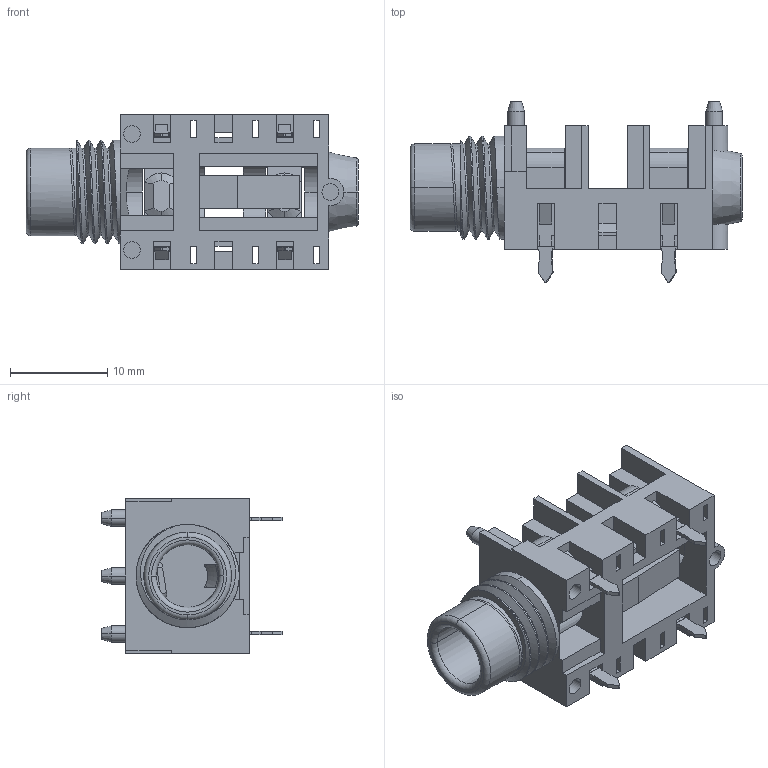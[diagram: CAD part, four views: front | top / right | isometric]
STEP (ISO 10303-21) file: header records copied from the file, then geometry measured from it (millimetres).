
FILE_DESCRIPTION (( 'STEP AP203' ), '1' );
FILE_NAME ('IO-TJ4HH.stp', '2022-06-21T21:36:19', ( '' ), ( '' ), 'SwSTEP 2.0', 'SolidWorks 2018', '' );
FILE_SCHEMA (( 'CONFIG_CONTROL_DESIGN' ));
Length unit declared in the file: millimetre
Products named in the file (1): IO-TJ4HH
Bounding box: 34.1 x 18.6 x 15.9 mm (x, y, z)
Volume: 2288.4 mm3; surface area: 4151.9 mm2
Topology: 9 solids, 9 shells, 428 faces, 1227 edges, 799 vertices
Faces by surface type: plane 330, cylinder 49, cone 29, bspline 14, torus 6
Entity records: 16118 total; most frequent: CARTESIAN_POINT 4888, ORIENTED_EDGE 2454, DIRECTION 2121, EDGE_CURVE 1227, LINE 975, VECTOR 975, VERTEX_POINT 799, AXIS2_PLACEMENT_3D 573
